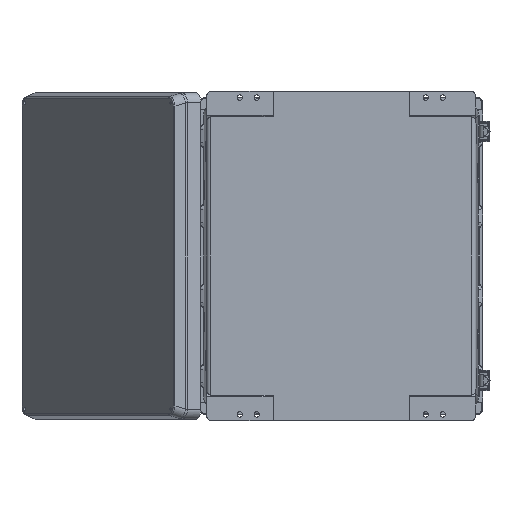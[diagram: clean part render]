
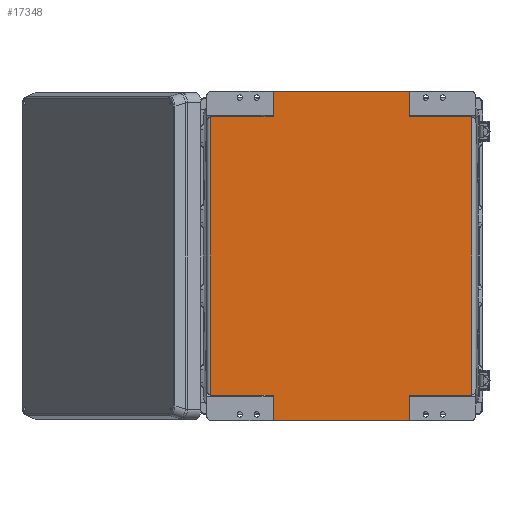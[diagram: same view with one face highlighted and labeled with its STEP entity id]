
A CAD part, front view. The second image highlights one B-rep face of the part: STEP entity #17348.
In plain terms, the highlighted planar face has unit normal (0, -1, 0).
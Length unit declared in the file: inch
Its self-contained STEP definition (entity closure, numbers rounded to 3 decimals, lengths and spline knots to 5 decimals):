
#254 = VERTEX_POINT ( 'NONE', #3442 ) ;
#1190 = CARTESIAN_POINT ( 'NONE',  ( 8.11811, 0.05906, -17.96858 ) ) ;
#1254 = CARTESIAN_POINT ( 'NONE',  ( 8.11811, 0.05906, -1.51961 ) ) ;
#1551 = VECTOR ( 'NONE', #8656, 39.37008 ) ;
#1626 = EDGE_CURVE ( 'NONE', #254, #4354, #43589, .T. ) ;
#1994 = CARTESIAN_POINT ( 'NONE',  ( -4.03163, 0.05906, 0.85787 ) ) ;
#2016 = LINE ( 'NONE', #33810, #17765 ) ;
#2019 = VERTEX_POINT ( 'NONE', #41901 ) ;
#2855 = EDGE_CURVE ( 'NONE', #26371, #2019, #9233, .T. ) ;
#3271 = CARTESIAN_POINT ( 'NONE',  ( -4.03163, 0.05906, -19.48819 ) ) ;
#3442 = CARTESIAN_POINT ( 'NONE',  ( 4.03163, 0.05906, -17.96858 ) ) ;
#3674 = EDGE_LOOP ( 'NONE', ( #9035, #37292, #11688, #10718, #29150, #34189, #20621, #33326, #36531, #22028, #4947, #9902 ) ) ;
#4354 = VERTEX_POINT ( 'NONE', #33270 ) ;
#4397 = DIRECTION ( 'NONE',  ( 1., 0., 0. ) ) ;
#4821 = DIRECTION ( 'NONE',  ( 0., 0., 1. ) ) ;
#4882 = EDGE_CURVE ( 'NONE', #17961, #26371, #42275, .T. ) ;
#4947 = ORIENTED_EDGE ( 'NONE', *, *, #44735, .F. ) ;
#5166 = LINE ( 'NONE', #16095, #32617 ) ;
#5626 = PLANE ( 'NONE',  #13271 ) ;
#5656 = EDGE_CURVE ( 'NONE', #27112, #16624, #10597, .T. ) ;
#6067 = LINE ( 'NONE', #39115, #1551 ) ;
#6573 = EDGE_CURVE ( 'NONE', #31935, #17961, #5166, .T. ) ;
#7660 = CARTESIAN_POINT ( 'NONE',  ( -7.73754, 0.05906, -17.96858 ) ) ;
#8656 = DIRECTION ( 'NONE',  ( 1., 0., 0. ) ) ;
#9035 = ORIENTED_EDGE ( 'NONE', *, *, #16689, .F. ) ;
#9233 = LINE ( 'NONE', #26331, #45652 ) ;
#9328 = LINE ( 'NONE', #41312, #17252 ) ;
#9902 = ORIENTED_EDGE ( 'NONE', *, *, #5656, .F. ) ;
#10030 = DIRECTION ( 'NONE',  ( 0., 0., 1. ) ) ;
#10597 = LINE ( 'NONE', #42951, #24609 ) ;
#10718 = ORIENTED_EDGE ( 'NONE', *, *, #18738, .F. ) ;
#11688 = ORIENTED_EDGE ( 'NONE', *, *, #45041, .T. ) ;
#12451 = DIRECTION ( 'NONE',  ( 0., 1., 0. ) ) ;
#13271 = AXIS2_PLACEMENT_3D ( 'NONE', #38061, #12451, #37578 ) ;
#13899 = VECTOR ( 'NONE', #10030, 39.37008 ) ;
#13906 = CARTESIAN_POINT ( 'NONE',  ( -7.73754, 0.05906, -1.51961 ) ) ;
#15164 = CARTESIAN_POINT ( 'NONE',  ( -4.03163, 0.05906, -1.51961 ) ) ;
#15511 = LINE ( 'NONE', #29986, #22758 ) ;
#16095 = CARTESIAN_POINT ( 'NONE',  ( 7.73754, 0.05906, -1.51961 ) ) ;
#16251 = DIRECTION ( 'NONE',  ( 0., 0., 1. ) ) ;
#16624 = VERTEX_POINT ( 'NONE', #15164 ) ;
#16689 = EDGE_CURVE ( 'NONE', #45793, #27112, #9328, .T. ) ;
#17252 = VECTOR ( 'NONE', #23428, 39.37008 ) ;
#17348 = ADVANCED_FACE ( 'NONE', ( #44014 ), #5626, .F. ) ;
#17765 = VECTOR ( 'NONE', #37437, 39.37008 ) ;
#17961 = VERTEX_POINT ( 'NONE', #34059 ) ;
#18738 = EDGE_CURVE ( 'NONE', #4354, #38285, #2016, .T. ) ;
#19064 = DIRECTION ( 'NONE',  ( 0., 0., -1. ) ) ;
#20621 = ORIENTED_EDGE ( 'NONE', *, *, #6573, .T. ) ;
#21430 = VECTOR ( 'NONE', #27904, 39.37008 ) ;
#21785 = DIRECTION ( 'NONE',  ( 0., 0., -1. ) ) ;
#22028 = ORIENTED_EDGE ( 'NONE', *, *, #32061, .T. ) ;
#22758 = VECTOR ( 'NONE', #19064, 39.37008 ) ;
#23428 = DIRECTION ( 'NONE',  ( 0., 0., 1. ) ) ;
#23503 = CARTESIAN_POINT ( 'NONE',  ( 7.73754, 0.05906, -17.96858 ) ) ;
#24609 = VECTOR ( 'NONE', #4397, 39.37008 ) ;
#26014 = DIRECTION ( 'NONE',  ( -1., 0., 0. ) ) ;
#26331 = CARTESIAN_POINT ( 'NONE',  ( 4.03163, 0.05906, 0.85787 ) ) ;
#26371 = VERTEX_POINT ( 'NONE', #45599 ) ;
#26634 = EDGE_CURVE ( 'NONE', #31935, #254, #37167, .T. ) ;
#27112 = VERTEX_POINT ( 'NONE', #13906 ) ;
#27618 = LINE ( 'NONE', #38683, #21430 ) ;
#27904 = DIRECTION ( 'NONE',  ( -1., 0., 0. ) ) ;
#27928 = CARTESIAN_POINT ( 'NONE',  ( 4.03163, 0.05906, -20.34606 ) ) ;
#29150 = ORIENTED_EDGE ( 'NONE', *, *, #1626, .F. ) ;
#29986 = CARTESIAN_POINT ( 'NONE',  ( -4.03163, 0.05906, -20.34606 ) ) ;
#30539 = DIRECTION ( 'NONE',  ( -1., 0., 0. ) ) ;
#31935 = VERTEX_POINT ( 'NONE', #23503 ) ;
#32061 = EDGE_CURVE ( 'NONE', #2019, #40419, #27618, .T. ) ;
#32617 = VECTOR ( 'NONE', #16251, 39.37008 ) ;
#33270 = CARTESIAN_POINT ( 'NONE',  ( 4.03163, 0.05906, -19.48819 ) ) ;
#33326 = ORIENTED_EDGE ( 'NONE', *, *, #4882, .T. ) ;
#33810 = CARTESIAN_POINT ( 'NONE',  ( 8.11811, 0.05906, -19.48819 ) ) ;
#34059 = CARTESIAN_POINT ( 'NONE',  ( 7.73754, 0.05906, -1.51961 ) ) ;
#34189 = ORIENTED_EDGE ( 'NONE', *, *, #26634, .F. ) ;
#34596 = CARTESIAN_POINT ( 'NONE',  ( -4.03163, 0.05906, -17.96858 ) ) ;
#35546 = EDGE_CURVE ( 'NONE', #45793, #36278, #6067, .T. ) ;
#36278 = VERTEX_POINT ( 'NONE', #34596 ) ;
#36531 = ORIENTED_EDGE ( 'NONE', *, *, #2855, .T. ) ;
#37167 = LINE ( 'NONE', #1190, #45627 ) ;
#37292 = ORIENTED_EDGE ( 'NONE', *, *, #35546, .T. ) ;
#37437 = DIRECTION ( 'NONE',  ( -1., 0., 0. ) ) ;
#37578 = DIRECTION ( 'NONE',  ( 0., 0., 1. ) ) ;
#38061 = CARTESIAN_POINT ( 'NONE',  ( 8.11811, 0.05906, -1.51961 ) ) ;
#38285 = VERTEX_POINT ( 'NONE', #3271 ) ;
#38683 = CARTESIAN_POINT ( 'NONE',  ( 8.11811, 0.05906, 0. ) ) ;
#39115 = CARTESIAN_POINT ( 'NONE',  ( -8.11811, 0.05906, -17.96858 ) ) ;
#40419 = VERTEX_POINT ( 'NONE', #42020 ) ;
#41151 = VECTOR ( 'NONE', #30539, 39.37008 ) ;
#41312 = CARTESIAN_POINT ( 'NONE',  ( -7.73754, 0.05906, -1.51961 ) ) ;
#41901 = CARTESIAN_POINT ( 'NONE',  ( 4.03163, 0.05906, 0. ) ) ;
#42020 = CARTESIAN_POINT ( 'NONE',  ( -4.03163, 0.05906, 0. ) ) ;
#42275 = LINE ( 'NONE', #1254, #41151 ) ;
#42951 = CARTESIAN_POINT ( 'NONE',  ( -8.11811, 0.05906, -1.51961 ) ) ;
#43589 = LINE ( 'NONE', #27928, #45840 ) ;
#44014 = FACE_OUTER_BOUND ( 'NONE', #3674, .T. ) ;
#44735 = EDGE_CURVE ( 'NONE', #16624, #40419, #45792, .T. ) ;
#45041 = EDGE_CURVE ( 'NONE', #36278, #38285, #15511, .T. ) ;
#45599 = CARTESIAN_POINT ( 'NONE',  ( 4.03163, 0.05906, -1.51961 ) ) ;
#45627 = VECTOR ( 'NONE', #26014, 39.37008 ) ;
#45652 = VECTOR ( 'NONE', #4821, 39.37008 ) ;
#45792 = LINE ( 'NONE', #1994, #13899 ) ;
#45793 = VERTEX_POINT ( 'NONE', #7660 ) ;
#45840 = VECTOR ( 'NONE', #21785, 39.37008 ) ;
